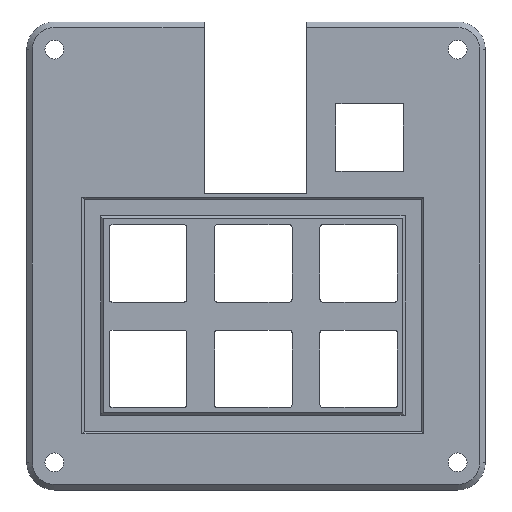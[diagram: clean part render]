
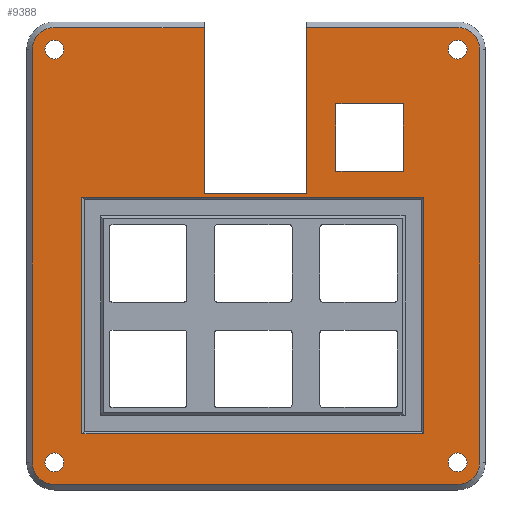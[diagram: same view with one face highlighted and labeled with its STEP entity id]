
A CAD part, top view. The second image highlights one B-rep face of the part: STEP entity #9388.
In plain terms, the highlighted planar face has unit normal (0, 0, 1).
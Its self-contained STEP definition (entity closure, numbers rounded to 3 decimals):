
#1062=FACE_BOUND('',#1711,.T.);
#1063=FACE_BOUND('',#1712,.T.);
#1064=FACE_BOUND('',#1713,.T.);
#1065=FACE_BOUND('',#1714,.T.);
#1066=FACE_BOUND('',#1715,.T.);
#1067=FACE_BOUND('',#1716,.T.);
#1126=CIRCLE('',#9952,4.);
#1127=CIRCLE('',#9953,4.);
#1128=CIRCLE('',#9954,4.);
#1129=CIRCLE('',#9955,4.);
#1130=CIRCLE('',#9956,1.7);
#1131=CIRCLE('',#9957,1.7);
#1132=CIRCLE('',#9958,1.7);
#1133=CIRCLE('',#9959,1.7);
#1179=FACE_OUTER_BOUND('',#1710,.T.);
#1710=EDGE_LOOP('',(#6331,#6332,#6333,#6334,#6335,#6336,#6337,#6338,#6339,
#6340,#6341,#6342));
#1711=EDGE_LOOP('',(#6343));
#1712=EDGE_LOOP('',(#6344));
#1713=EDGE_LOOP('',(#6345));
#1714=EDGE_LOOP('',(#6346));
#1715=EDGE_LOOP('',(#6347,#6348,#6349,#6350));
#1716=EDGE_LOOP('',(#6351,#6352,#6353,#6354));
#2302=LINE('',#11570,#3053);
#2306=LINE('',#11579,#3057);
#2311=LINE('',#11587,#3062);
#2312=LINE('',#11589,#3063);
#2314=LINE('',#11594,#3065);
#2315=LINE('',#11598,#3066);
#2316=LINE('',#11602,#3067);
#2317=LINE('',#11606,#3068);
#2318=LINE('',#11610,#3069);
#2319=LINE('',#11612,#3070);
#2320=LINE('',#11614,#3071);
#2321=LINE('',#11615,#3072);
#2322=LINE('',#11626,#3073);
#2323=LINE('',#11628,#3074);
#2324=LINE('',#11630,#3075);
#2325=LINE('',#11631,#3076);
#3053=VECTOR('',#10274,10.);
#3057=VECTOR('',#10280,10.);
#3062=VECTOR('',#10287,10.);
#3063=VECTOR('',#10290,10.);
#3065=VECTOR('',#10294,10.);
#3066=VECTOR('',#10297,10.);
#3067=VECTOR('',#10300,10.);
#3068=VECTOR('',#10303,10.);
#3069=VECTOR('',#10306,10.);
#3070=VECTOR('',#10307,10.);
#3071=VECTOR('',#10308,10.);
#3072=VECTOR('',#10309,10.);
#3073=VECTOR('',#10318,10.);
#3074=VECTOR('',#10319,10.);
#3075=VECTOR('',#10320,10.);
#3076=VECTOR('',#10321,10.);
#3824=VERTEX_POINT('',#11568);
#3825=VERTEX_POINT('',#11569);
#3828=VERTEX_POINT('',#11577);
#3829=VERTEX_POINT('',#11578);
#3832=VERTEX_POINT('',#11592);
#3833=VERTEX_POINT('',#11593);
#3834=VERTEX_POINT('',#11595);
#3835=VERTEX_POINT('',#11597);
#3836=VERTEX_POINT('',#11599);
#3837=VERTEX_POINT('',#11601);
#3838=VERTEX_POINT('',#11603);
#3839=VERTEX_POINT('',#11605);
#3840=VERTEX_POINT('',#11607);
#3841=VERTEX_POINT('',#11609);
#3842=VERTEX_POINT('',#11611);
#3843=VERTEX_POINT('',#11613);
#3844=VERTEX_POINT('',#11616);
#3845=VERTEX_POINT('',#11618);
#3846=VERTEX_POINT('',#11620);
#3847=VERTEX_POINT('',#11622);
#3848=VERTEX_POINT('',#11624);
#3849=VERTEX_POINT('',#11625);
#3850=VERTEX_POINT('',#11627);
#3851=VERTEX_POINT('',#11629);
#4818=EDGE_CURVE('',#3824,#3825,#2302,.T.);
#4822=EDGE_CURVE('',#3828,#3829,#2306,.T.);
#4827=EDGE_CURVE('',#3829,#3824,#2311,.T.);
#4828=EDGE_CURVE('',#3825,#3828,#2312,.T.);
#4830=EDGE_CURVE('',#3832,#3833,#2314,.T.);
#4831=EDGE_CURVE('',#3834,#3832,#1126,.T.);
#4832=EDGE_CURVE('',#3835,#3834,#2315,.T.);
#4833=EDGE_CURVE('',#3836,#3835,#1127,.T.);
#4834=EDGE_CURVE('',#3837,#3836,#2316,.T.);
#4835=EDGE_CURVE('',#3838,#3837,#1128,.T.);
#4836=EDGE_CURVE('',#3839,#3838,#2317,.T.);
#4837=EDGE_CURVE('',#3840,#3839,#1129,.T.);
#4838=EDGE_CURVE('',#3841,#3840,#2318,.T.);
#4839=EDGE_CURVE('',#3841,#3842,#2319,.T.);
#4840=EDGE_CURVE('',#3842,#3843,#2320,.T.);
#4841=EDGE_CURVE('',#3843,#3833,#2321,.T.);
#4842=EDGE_CURVE('',#3844,#3844,#1130,.T.);
#4843=EDGE_CURVE('',#3845,#3845,#1131,.T.);
#4844=EDGE_CURVE('',#3846,#3846,#1132,.T.);
#4845=EDGE_CURVE('',#3847,#3847,#1133,.T.);
#4846=EDGE_CURVE('',#3848,#3849,#2322,.T.);
#4847=EDGE_CURVE('',#3849,#3850,#2323,.T.);
#4848=EDGE_CURVE('',#3850,#3851,#2324,.T.);
#4849=EDGE_CURVE('',#3851,#3848,#2325,.T.);
#6331=ORIENTED_EDGE('',*,*,#4830,.F.);
#6332=ORIENTED_EDGE('',*,*,#4831,.F.);
#6333=ORIENTED_EDGE('',*,*,#4832,.F.);
#6334=ORIENTED_EDGE('',*,*,#4833,.F.);
#6335=ORIENTED_EDGE('',*,*,#4834,.F.);
#6336=ORIENTED_EDGE('',*,*,#4835,.F.);
#6337=ORIENTED_EDGE('',*,*,#4836,.F.);
#6338=ORIENTED_EDGE('',*,*,#4837,.F.);
#6339=ORIENTED_EDGE('',*,*,#4838,.F.);
#6340=ORIENTED_EDGE('',*,*,#4839,.T.);
#6341=ORIENTED_EDGE('',*,*,#4840,.T.);
#6342=ORIENTED_EDGE('',*,*,#4841,.T.);
#6343=ORIENTED_EDGE('',*,*,#4842,.T.);
#6344=ORIENTED_EDGE('',*,*,#4843,.T.);
#6345=ORIENTED_EDGE('',*,*,#4844,.T.);
#6346=ORIENTED_EDGE('',*,*,#4845,.T.);
#6347=ORIENTED_EDGE('',*,*,#4846,.T.);
#6348=ORIENTED_EDGE('',*,*,#4847,.T.);
#6349=ORIENTED_EDGE('',*,*,#4848,.T.);
#6350=ORIENTED_EDGE('',*,*,#4849,.T.);
#6351=ORIENTED_EDGE('',*,*,#4822,.F.);
#6352=ORIENTED_EDGE('',*,*,#4828,.F.);
#6353=ORIENTED_EDGE('',*,*,#4818,.F.);
#6354=ORIENTED_EDGE('',*,*,#4827,.F.);
#9234=PLANE('',#9951);
#9388=ADVANCED_FACE('',(#1179,#1062,#1063,#1064,#1065,#1066,#1067),#9234,
 .T.);
#9951=AXIS2_PLACEMENT_3D('',#11591,#10292,#10293);
#9952=AXIS2_PLACEMENT_3D('',#11596,#10295,#10296);
#9953=AXIS2_PLACEMENT_3D('',#11600,#10298,#10299);
#9954=AXIS2_PLACEMENT_3D('',#11604,#10301,#10302);
#9955=AXIS2_PLACEMENT_3D('',#11608,#10304,#10305);
#9956=AXIS2_PLACEMENT_3D('',#11617,#10310,#10311);
#9957=AXIS2_PLACEMENT_3D('',#11619,#10312,#10313);
#9958=AXIS2_PLACEMENT_3D('',#11621,#10314,#10315);
#9959=AXIS2_PLACEMENT_3D('',#11623,#10316,#10317);
#10274=DIRECTION('',(0.,-1.,0.));
#10280=DIRECTION('',(0.,1.,0.));
#10287=DIRECTION('',(-1.,0.,0.));
#10290=DIRECTION('',(1.,0.,0.));
#10292=DIRECTION('center_axis',(0.,0.,1.));
#10293=DIRECTION('ref_axis',(1.,0.,0.));
#10294=DIRECTION('',(1.,0.,0.));
#10295=DIRECTION('center_axis',(0.,0.,-1.));
#10296=DIRECTION('ref_axis',(-0.707,0.707,0.));
#10297=DIRECTION('',(0.,1.,0.));
#10298=DIRECTION('center_axis',(0.,0.,-1.));
#10299=DIRECTION('ref_axis',(-0.707,-0.707,0.));
#10300=DIRECTION('',(-1.,0.,0.));
#10301=DIRECTION('center_axis',(0.,0.,-1.));
#10302=DIRECTION('ref_axis',(0.707,-0.707,0.));
#10303=DIRECTION('',(0.,-1.,0.));
#10304=DIRECTION('center_axis',(0.,0.,-1.));
#10305=DIRECTION('ref_axis',(0.707,0.707,0.));
#10306=DIRECTION('',(1.,0.,0.));
#10307=DIRECTION('',(0.,-1.,0.));
#10308=DIRECTION('',(-1.,0.,0.));
#10309=DIRECTION('',(0.,1.,0.));
#10310=DIRECTION('center_axis',(0.,0.,-1.));
#10311=DIRECTION('ref_axis',(1.,0.,0.));
#10312=DIRECTION('center_axis',(0.,0.,-1.));
#10313=DIRECTION('ref_axis',(1.,0.,0.));
#10314=DIRECTION('center_axis',(0.,0.,-1.));
#10315=DIRECTION('ref_axis',(1.,0.,0.));
#10316=DIRECTION('center_axis',(0.,0.,-1.));
#10317=DIRECTION('ref_axis',(1.,0.,0.));
#10318=DIRECTION('',(0.,-1.,0.));
#10319=DIRECTION('',(-1.,0.,0.));
#10320=DIRECTION('',(0.,1.,0.));
#10321=DIRECTION('',(1.,0.,0.));
#11568=CARTESIAN_POINT('',(-2.4,-16.6,1.5));
#11569=CARTESIAN_POINT('',(-2.4,-59.4,1.5));
#11570=CARTESIAN_POINT('',(-2.4,-43.12,1.5));
#11577=CARTESIAN_POINT('',(59.4,-59.4,1.5));
#11578=CARTESIAN_POINT('',(59.4,-16.6,1.5));
#11579=CARTESIAN_POINT('',(59.4,-22.12,1.5));
#11587=CARTESIAN_POINT('',(13.53,-16.6,1.5));
#11589=CARTESIAN_POINT('',(44.03,-59.4,1.5));
#11591=CARTESIAN_POINT('Origin',(29.061,-27.24,1.5));
#11592=CARTESIAN_POINT('',(-7.396,14.067,1.5));
#11593=CARTESIAN_POINT('',(19.704,14.067,1.5));
#11594=CARTESIAN_POINT('',(24.382,14.067,1.5));
#11595=CARTESIAN_POINT('',(-11.396,10.067,1.5));
#11596=CARTESIAN_POINT('Origin',(-7.396,10.067,1.5));
#11597=CARTESIAN_POINT('',(-11.396,-64.546,1.5));
#11598=CARTESIAN_POINT('',(-11.396,-6.086,1.5));
#11599=CARTESIAN_POINT('',(-7.396,-68.546,1.5));
#11600=CARTESIAN_POINT('Origin',(-7.396,-64.546,1.5));
#11601=CARTESIAN_POINT('',(65.517,-68.546,1.5));
#11602=CARTESIAN_POINT('',(8.332,-68.546,1.5));
#11603=CARTESIAN_POINT('',(69.517,-64.546,1.5));
#11604=CARTESIAN_POINT('Origin',(65.517,-64.546,1.5));
#11605=CARTESIAN_POINT('',(69.517,10.067,1.5));
#11606=CARTESIAN_POINT('',(69.517,-48.393,1.5));
#11607=CARTESIAN_POINT('',(65.517,14.067,1.5));
#11608=CARTESIAN_POINT('Origin',(65.517,10.067,1.5));
#11609=CARTESIAN_POINT('',(38.204,14.067,1.5));
#11610=CARTESIAN_POINT('',(49.789,14.067,1.5));
#11611=CARTESIAN_POINT('',(38.204,-15.933,1.5));
#11612=CARTESIAN_POINT('',(38.204,15.067,1.5));
#11613=CARTESIAN_POINT('',(19.704,-15.933,1.5));
#11614=CARTESIAN_POINT('',(38.204,-15.933,1.5));
#11615=CARTESIAN_POINT('',(19.704,-15.933,1.5));
#11616=CARTESIAN_POINT('',(63.817,-64.546,1.5));
#11617=CARTESIAN_POINT('Origin',(65.517,-64.546,1.5));
#11618=CARTESIAN_POINT('',(63.817,10.067,1.5));
#11619=CARTESIAN_POINT('Origin',(65.517,10.067,1.5));
#11620=CARTESIAN_POINT('',(-9.096,10.067,1.5));
#11621=CARTESIAN_POINT('Origin',(-7.396,10.067,1.5));
#11622=CARTESIAN_POINT('',(-9.096,-64.546,1.5));
#11623=CARTESIAN_POINT('Origin',(-7.396,-64.546,1.5));
#11624=CARTESIAN_POINT('',(55.717,0.267,1.5));
#11625=CARTESIAN_POINT('',(55.717,-11.933,1.5));
#11626=CARTESIAN_POINT('',(55.717,-13.486,1.5));
#11627=CARTESIAN_POINT('',(43.517,-11.933,1.5));
#11628=CARTESIAN_POINT('',(42.389,-11.933,1.5));
#11629=CARTESIAN_POINT('',(43.517,0.267,1.5));
#11630=CARTESIAN_POINT('',(43.517,-19.586,1.5));
#11631=CARTESIAN_POINT('',(36.289,0.267,1.5));
